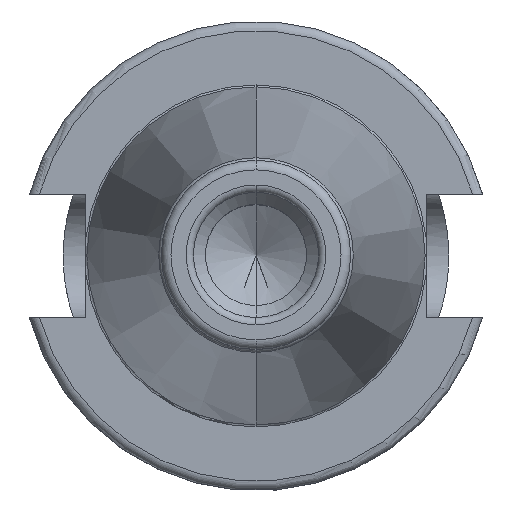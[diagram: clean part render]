
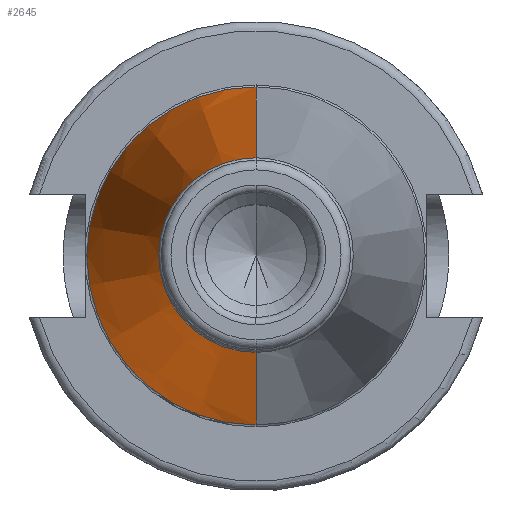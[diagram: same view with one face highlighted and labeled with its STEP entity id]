
A CAD part, top view. The second image highlights one B-rep face of the part: STEP entity #2645.
In plain terms, the highlighted conical face has half-angle 8.297 degrees and reference radius 27.65 mm.
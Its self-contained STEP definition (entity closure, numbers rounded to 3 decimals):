
#338=CARTESIAN_POINT('',(0,0,116.173));
#339=DIRECTION('',(0,0,1));
#340=DIRECTION('',(0,1,0));
#341=AXIS2_PLACEMENT_3D('',#338,#339,#340);
#343=DIRECTION('',(0,-0.144,0.99));
#344=VECTOR('',#343,103.254);
#345=CARTESIAN_POINT('',(0,35.1,14));
#346=LINE('',#345,#344);
#347=DIRECTION('',(0,0.144,0.99));
#348=VECTOR('',#347,103.254);
#349=CARTESIAN_POINT('',(0,-35.1,14));
#350=LINE('',#349,#348);
#351=CARTESIAN_POINT('',(0,0,14));
#352=DIRECTION('',(0,0,1));
#353=DIRECTION('',(0,1,0));
#354=AXIS2_PLACEMENT_3D('',#351,#352,#353);
#1835=CARTESIAN_POINT('',(0,35.1,14));
#1836=VERTEX_POINT('',#1835);
#1837=CARTESIAN_POINT('',(0,20.2,116.173));
#1838=VERTEX_POINT('',#1837);
#1875=CARTESIAN_POINT('',(0,-35.1,14));
#1876=VERTEX_POINT('',#1875);
#1877=CARTESIAN_POINT('',(0,-20.2,116.173));
#1878=VERTEX_POINT('',#1877);
#2631=CARTESIAN_POINT('',(0,0,65.087));
#2632=DIRECTION('',(0,0,-1));
#2633=DIRECTION('',(0,-1,0));
#2634=AXIS2_PLACEMENT_3D('',#2631,#2632,#2633);
#2635=CONICAL_SURFACE('',#2634,27.65,8.297);
#2637=ORIENTED_EDGE('',*,*,#2636,.T.);
#2638=ORIENTED_EDGE('',*,*,#2626,.T.);
#2640=ORIENTED_EDGE('',*,*,#2639,.F.);
#2642=ORIENTED_EDGE('',*,*,#2641,.F.);
#2643=EDGE_LOOP('',(#2637,#2638,#2640,#2642));
#2644=FACE_OUTER_BOUND('',#2643,.F.);
#2645=ADVANCED_FACE('',(#2644),#2635,.T.);
#342=CIRCLE('',#341,20.2);
#355=CIRCLE('',#354,35.1);
#2626=EDGE_CURVE('',#1838,#1878,#342,.T.);
#2636=EDGE_CURVE('',#1836,#1838,#346,.T.);
#2639=EDGE_CURVE('',#1876,#1878,#350,.T.);
#2641=EDGE_CURVE('',#1836,#1876,#355,.T.);
